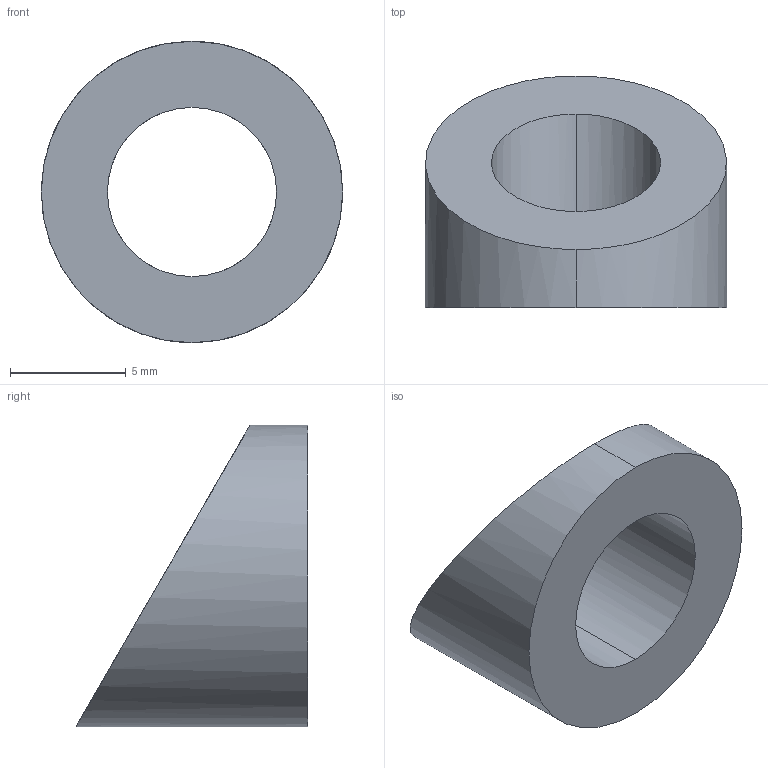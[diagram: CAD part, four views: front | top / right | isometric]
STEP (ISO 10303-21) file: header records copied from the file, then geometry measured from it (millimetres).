
FILE_DESCRIPTION (( 'STEP AP203' ), '1' );
FILE_NAME ('3D_GS5544-FI 7.3_188500510.STEP', '2024-09-24T17:10:08', ( '' ), ( '' ), 'SwSTEP 2.0', 'SolidWorks 2024', '' );
FILE_SCHEMA (( 'CONFIG_CONTROL_DESIGN' ));
Length unit declared in the file: millimetre
Products named in the file (1): 3D_GS5544-FI 7.3_188500510
Bounding box: 13 x 10.01 x 13 mm (x, y, z)
Volume: 568.3 mm3; surface area: 594.6 mm2
Topology: 1 solids, 1 shells, 6 faces, 12 edges, 8 vertices
Faces by surface type: cylinder 4, plane 2
Entity records: 241 total; most frequent: CARTESIAN_POINT 39, DIRECTION 26, ORIENTED_EDGE 24, EDGE_CURVE 12, AXIS2_PLACEMENT_3D 11, PERSON_AND_ORGANIZATION 8, VERTEX_POINT 8, EDGE_LOOP 8
